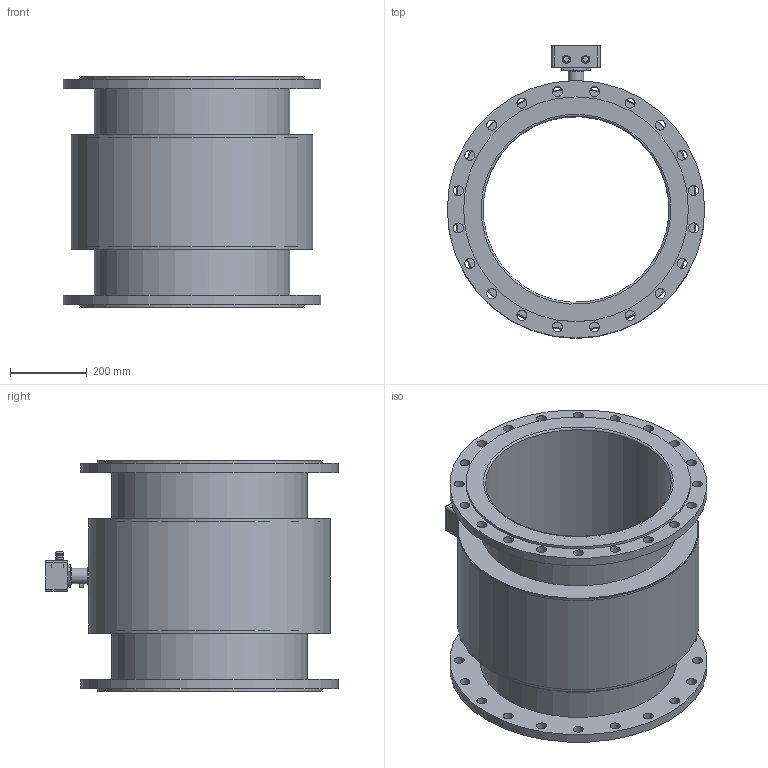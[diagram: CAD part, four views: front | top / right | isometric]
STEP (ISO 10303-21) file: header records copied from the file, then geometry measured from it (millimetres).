
FILE_DESCRIPTION(/* description */ (''),/* implementation_level */ '2;1');
FILE_NAME(/* name */ 'magflux A DN500 getrennt.stp',/* time_stamp */ '2021-11-30T11:22:52+01:00',/* author */ ('g.duesseldorf'),/* organization */ (''),/* preprocessor_version */ 'ST-DEVELOPER v18.1',/* originating_system */ 'Autodesk Inventor 2022',/* authorisation */ '');
FILE_SCHEMA (('CONFIG_CONTROL_DESIGN'));
Length unit declared in the file: millimetre
Products named in the file (1): magflux A DN500 getrennt_Ersatzobjekt_1
Bounding box: 670 x 761.5 x 600 mm (x, y, z)
Volume: 21510721.8 mm3; surface area: 4464722.4 mm2
Topology: 3 solids, 4 shells, 303 faces, 718 edges, 461 vertices
Faces by surface type: cylinder 144, plane 93, cone 59, torus 7
Full cylindrical faces by diameter (mm): 3.242 x10, 4.8 x2, 4.917 x2, 5 x2, 8.5 x4, 9 x2, 18.6 x4, 19.8 x4, 26 x40, 35 x1, 39.7 x1, 40 x1, 41 x1, 45 x1, 55 x1, 484 x1, 496 x2, 501 x2, 508 x1, 513 x4, 585 x2, 625 x3, 629 x1, 670 x2
Entity records: 9575 total; most frequent: CARTESIAN_POINT 2042, DIRECTION 1548, ORIENTED_EDGE 1420, EDGE_CURVE 710, AXIS2_PLACEMENT_3D 651, VERTEX_POINT 461, EDGE_LOOP 447, CIRCLE 339
